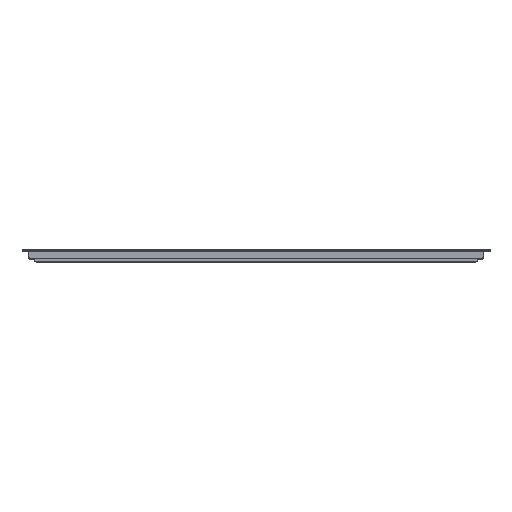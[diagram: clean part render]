
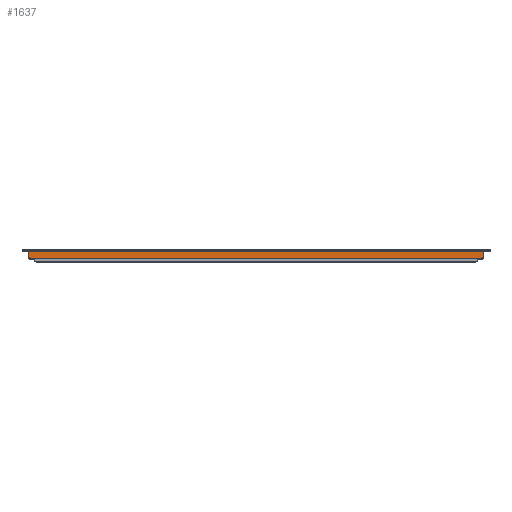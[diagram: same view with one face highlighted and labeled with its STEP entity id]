
A CAD part, top view. The second image highlights one B-rep face of the part: STEP entity #1637.
In plain terms, the highlighted planar face has unit normal (0, 0, 1).
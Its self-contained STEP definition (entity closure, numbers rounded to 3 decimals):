
#116 = CIRCLE ( 'NONE', #2136, 5. ) ;
#118 = LINE ( 'NONE', #3402, #3492 ) ;
#232 = DIRECTION ( 'NONE',  ( 0., -1., 0. ) ) ;
#240 = VERTEX_POINT ( 'NONE', #2858 ) ;
#334 = AXIS2_PLACEMENT_3D ( 'NONE', #2838, #370, #2268 ) ;
#370 = DIRECTION ( 'NONE',  ( 0., 0., 1. ) ) ;
#375 = VERTEX_POINT ( 'NONE', #3176 ) ;
#386 = DIRECTION ( 'NONE',  ( 0., 0., 1. ) ) ;
#469 = LINE ( 'NONE', #2413, #2708 ) ;
#492 = LINE ( 'NONE', #1573, #3550 ) ;
#524 = CARTESIAN_POINT ( 'NONE',  ( 378.25, -15., 47.45 ) ) ;
#591 = PLANE ( 'NONE',  #334 ) ;
#765 = VERTEX_POINT ( 'NONE', #3360 ) ;
#926 = ORIENTED_EDGE ( 'NONE', *, *, #2681, .T. ) ;
#1106 = ORIENTED_EDGE ( 'NONE', *, *, #3512, .T. ) ;
#1198 = ORIENTED_EDGE ( 'NONE', *, *, #1885, .F. ) ;
#1370 = VECTOR ( 'NONE', #232, 1000. ) ;
#1476 = EDGE_CURVE ( 'NONE', #3505, #240, #3014, .T. ) ;
#1573 = CARTESIAN_POINT ( 'NONE',  ( -378.25, -15., 47.45 ) ) ;
#1637 = ADVANCED_FACE ( 'NONE', ( #3103 ), #591, .T. ) ;
#1646 = CARTESIAN_POINT ( 'NONE',  ( -373.25, -15., 47.45 ) ) ;
#1842 = CARTESIAN_POINT ( 'NONE',  ( 378.25, -3., 47.45 ) ) ;
#1885 = EDGE_CURVE ( 'NONE', #765, #375, #118, .T. ) ;
#1886 = ORIENTED_EDGE ( 'NONE', *, *, #3172, .F. ) ;
#1974 = VERTEX_POINT ( 'NONE', #1646 ) ;
#2044 = CARTESIAN_POINT ( 'NONE',  ( 373.25, -10., 47.45 ) ) ;
#2132 = DIRECTION ( 'NONE',  ( 0., 0., 1. ) ) ;
#2136 = AXIS2_PLACEMENT_3D ( 'NONE', #3165, #2132, #2619 ) ;
#2245 = CIRCLE ( 'NONE', #3036, 5. ) ;
#2268 = DIRECTION ( 'NONE',  ( 0., -1., 0. ) ) ;
#2302 = EDGE_CURVE ( 'NONE', #2332, #240, #2245, .T. ) ;
#2332 = VERTEX_POINT ( 'NONE', #3241 ) ;
#2390 = EDGE_LOOP ( 'NONE', ( #1198, #1106, #1886, #2766, #3057, #926 ) ) ;
#2413 = CARTESIAN_POINT ( 'NONE',  ( 0., -3., 47.45 ) ) ;
#2616 = DIRECTION ( 'NONE',  ( -1., 0., 0. ) ) ;
#2619 = DIRECTION ( 'NONE',  ( 0., -1., 0. ) ) ;
#2681 = EDGE_CURVE ( 'NONE', #3505, #375, #469, .T. ) ;
#2708 = VECTOR ( 'NONE', #2616, 1000. ) ;
#2766 = ORIENTED_EDGE ( 'NONE', *, *, #2302, .T. ) ;
#2838 = CARTESIAN_POINT ( 'NONE',  ( 0., 0., 47.45 ) ) ;
#2858 = CARTESIAN_POINT ( 'NONE',  ( 378.25, -10., 47.45 ) ) ;
#2953 = DIRECTION ( 'NONE',  ( -1., 0., 0. ) ) ;
#3014 = LINE ( 'NONE', #524, #1370 ) ;
#3036 = AXIS2_PLACEMENT_3D ( 'NONE', #2044, #386, #3130 ) ;
#3057 = ORIENTED_EDGE ( 'NONE', *, *, #1476, .F. ) ;
#3103 = FACE_OUTER_BOUND ( 'NONE', #2390, .T. ) ;
#3130 = DIRECTION ( 'NONE',  ( 0., -1., 0. ) ) ;
#3133 = DIRECTION ( 'NONE',  ( 0., 1., 0. ) ) ;
#3165 = CARTESIAN_POINT ( 'NONE',  ( -373.25, -10., 47.45 ) ) ;
#3172 = EDGE_CURVE ( 'NONE', #2332, #1974, #492, .T. ) ;
#3176 = CARTESIAN_POINT ( 'NONE',  ( -378.25, -3., 47.45 ) ) ;
#3241 = CARTESIAN_POINT ( 'NONE',  ( 373.25, -15., 47.45 ) ) ;
#3360 = CARTESIAN_POINT ( 'NONE',  ( -378.25, -10., 47.45 ) ) ;
#3402 = CARTESIAN_POINT ( 'NONE',  ( -378.25, -1.5, 47.45 ) ) ;
#3492 = VECTOR ( 'NONE', #3133, 1000. ) ;
#3505 = VERTEX_POINT ( 'NONE', #1842 ) ;
#3512 = EDGE_CURVE ( 'NONE', #765, #1974, #116, .T. ) ;
#3550 = VECTOR ( 'NONE', #2953, 1000. ) ;
